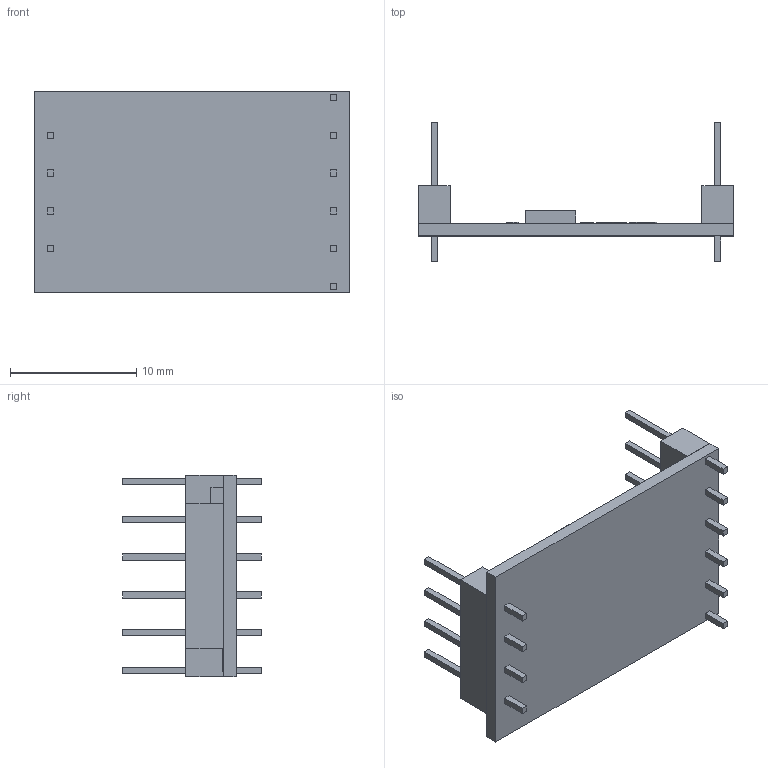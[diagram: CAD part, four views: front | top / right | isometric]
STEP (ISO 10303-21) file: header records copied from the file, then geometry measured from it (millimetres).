
FILE_DESCRIPTION (( 'STEP AP214' ), '1' );
FILE_NAME ('HX711.STEP', '2021-06-28T13:21:23', ( '' ), ( '' ), 'SwSTEP 2.0', 'SolidWorks 2020', '' );
FILE_SCHEMA (( 'AUTOMOTIVE_DESIGN' ));
Length unit declared in the file: millimetre
Products named in the file (1): HX711
Bounding box: 25 x 11 x 16 mm (x, y, z)
Volume: 664.8 mm3; surface area: 1251.2 mm2
Topology: 1 solids, 1 shells, 454 faces, 1176 edges, 784 vertices
Faces by surface type: plane 378, bspline 76
Entity records: 22954 total; most frequent: CARTESIAN_POINT 7467, ORIENTED_EDGE 2352, DIRECTION 1782, EDGE_CURVE 1176, LINE 1024, VECTOR 1024, VERTEX_POINT 784, EDGE_LOOP 514
